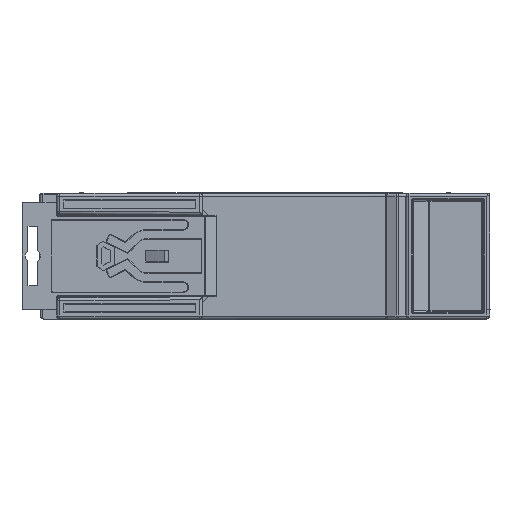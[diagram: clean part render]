
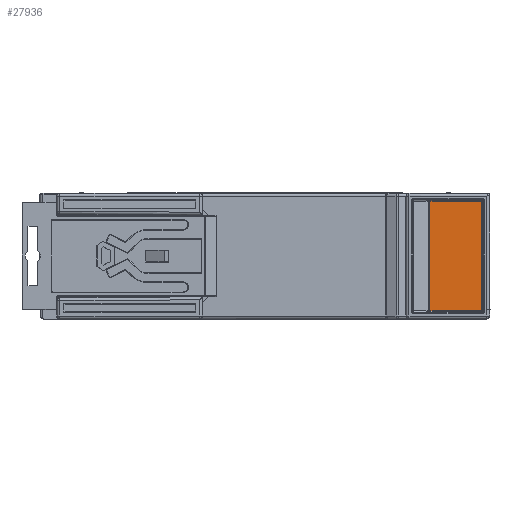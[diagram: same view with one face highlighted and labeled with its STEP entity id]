
A CAD part, left-side view. The second image highlights one B-rep face of the part: STEP entity #27936.
In plain terms, the highlighted planar face has unit normal (-1, 0, 0).
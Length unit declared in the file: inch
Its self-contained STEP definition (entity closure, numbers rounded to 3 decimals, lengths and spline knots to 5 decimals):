
#11029 = EDGE_CURVE ( 'NONE', #130353, #146278, #24457, .T. ) ;
#14226 = DIRECTION ( 'NONE',  ( 0., 0., 1. ) ) ;
#16955 = CARTESIAN_POINT ( 'NONE',  ( 0.24606, 0.05498, -0.05498 ) ) ;
#24457 = LINE ( 'NONE', #75924, #26207 ) ;
#24880 = PLANE ( 'NONE',  #94961 ) ;
#26207 = VECTOR ( 'NONE', #53282, 39.37008 ) ;
#27364 = VERTEX_POINT ( 'NONE', #141323 ) ;
#27936 = ADVANCED_FACE ( 'NONE', ( #81277 ), #24880, .T. ) ;
#29081 = CARTESIAN_POINT ( 'NONE',  ( 0.24606, 0.39384, -0.77179 ) ) ;
#33772 = EDGE_LOOP ( 'NONE', ( #86860, #79695, #96595, #56753 ) ) ;
#35236 = DIRECTION ( 'NONE',  ( 0., 0., -1. ) ) ;
#38121 = CARTESIAN_POINT ( 'NONE',  ( 0.24606, 0.39384, -0.77179 ) ) ;
#41194 = VECTOR ( 'NONE', #118978, 39.37008 ) ;
#41899 = CARTESIAN_POINT ( 'NONE',  ( 0.24606, 0.05498, -0.05498 ) ) ;
#44857 = LINE ( 'NONE', #38121, #41194 ) ;
#52798 = EDGE_CURVE ( 'NONE', #87121, #130353, #44857, .T. ) ;
#53282 = DIRECTION ( 'NONE',  ( 0., 0., 1. ) ) ;
#56753 = ORIENTED_EDGE ( 'NONE', *, *, #52798, .T. ) ;
#66494 = VECTOR ( 'NONE', #74570, 39.37008 ) ;
#71922 = CARTESIAN_POINT ( 'NONE',  ( 0.24606, 1.47638, -0.82677 ) ) ;
#74570 = DIRECTION ( 'NONE',  ( 0., 1., 0. ) ) ;
#75924 = CARTESIAN_POINT ( 'NONE',  ( 0.24606, 0.05498, -0.77179 ) ) ;
#78792 = EDGE_CURVE ( 'NONE', #146278, #27364, #115345, .T. ) ;
#79695 = ORIENTED_EDGE ( 'NONE', *, *, #78792, .T. ) ;
#81277 = FACE_OUTER_BOUND ( 'NONE', #33772, .T. ) ;
#83535 = DIRECTION ( 'NONE',  ( -1., 0., 0. ) ) ;
#86860 = ORIENTED_EDGE ( 'NONE', *, *, #11029, .T. ) ;
#87121 = VERTEX_POINT ( 'NONE', #29081 ) ;
#94961 = AXIS2_PLACEMENT_3D ( 'NONE', #71922, #83535, #14226 ) ;
#96595 = ORIENTED_EDGE ( 'NONE', *, *, #146514, .T. ) ;
#97690 = LINE ( 'NONE', #102990, #139260 ) ;
#102990 = CARTESIAN_POINT ( 'NONE',  ( 0.24606, 0.39384, -0.05498 ) ) ;
#115345 = LINE ( 'NONE', #16955, #66494 ) ;
#118978 = DIRECTION ( 'NONE',  ( 0., -1., 0. ) ) ;
#130353 = VERTEX_POINT ( 'NONE', #139709 ) ;
#139260 = VECTOR ( 'NONE', #35236, 39.37008 ) ;
#139709 = CARTESIAN_POINT ( 'NONE',  ( 0.24606, 0.05498, -0.77179 ) ) ;
#141323 = CARTESIAN_POINT ( 'NONE',  ( 0.24606, 0.39384, -0.05498 ) ) ;
#146278 = VERTEX_POINT ( 'NONE', #41899 ) ;
#146514 = EDGE_CURVE ( 'NONE', #27364, #87121, #97690, .T. ) ;
